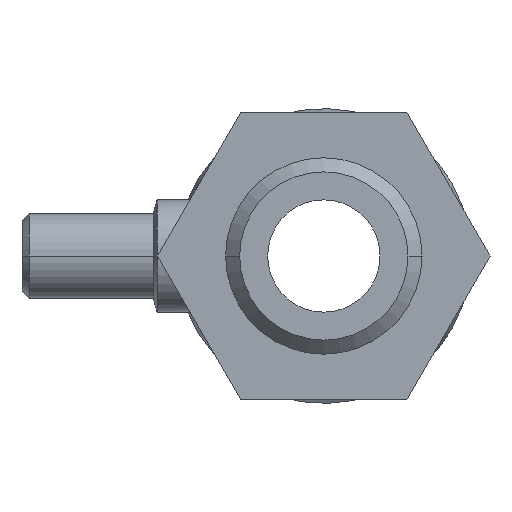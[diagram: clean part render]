
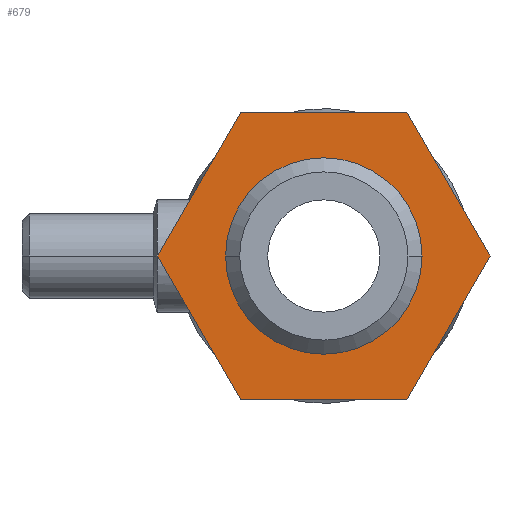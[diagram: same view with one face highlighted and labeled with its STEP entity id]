
A CAD part, left-side view. The second image highlights one B-rep face of the part: STEP entity #679.
In plain terms, the highlighted planar face has unit normal (-1, 0, 0).
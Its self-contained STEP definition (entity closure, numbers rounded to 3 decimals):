
#341 = VERTEX_POINT( '', #987 );
#365 = EDGE_CURVE( '', #575, #573, #1016, .T. );
#379 = EDGE_CURVE( '', #573, #887, #1032, .T. );
#391 = EDGE_CURVE( '', #557, #575, #1044, .T. );
#493 = EDGE_CURVE( '', #843, #557, #1162, .T. );
#537 = VERTEX_POINT( '', #1213 );
#557 = VERTEX_POINT( '', #1236 );
#573 = VERTEX_POINT( '', #1254 );
#575 = VERTEX_POINT( '', #1256 );
#679 = ADVANCED_FACE( '', ( #1371, #1372 ), #1373, .T. );
#711 = EDGE_CURVE( '', #341, #847, #1409, .T. );
#725 = EDGE_CURVE( '', #847, #341, #1424, .T. );
#843 = VERTEX_POINT( '', #1554 );
#847 = VERTEX_POINT( '', #1558 );
#887 = VERTEX_POINT( '', #1604 );
#939 = EDGE_CURVE( '', #887, #537, #1662, .T. );
#941 = EDGE_CURVE( '', #537, #843, #1664, .T. );
#987 = CARTESIAN_POINT( '', ( -72.5, -13.99, 0. ) );
#1016 = LINE( '', #1746, #1747 );
#1032 = LINE( '', #1824, #1825 );
#1044 = LINE( '', #1841, #1842 );
#1162 = LINE( '', #2098, #2099 );
#1213 = CARTESIAN_POINT( '', ( -72.5, -11.836, -20.5 ) );
#1236 = CARTESIAN_POINT( '', ( -72.5, -11.836, 20.5 ) );
#1254 = CARTESIAN_POINT( '', ( -72.5, 23.671, 0. ) );
#1256 = CARTESIAN_POINT( '', ( -72.5, 11.836, 20.5 ) );
#1371 = FACE_OUTER_BOUND( '', #2391, .T. );
#1372 = FACE_BOUND( '', #2392, .T. );
#1373 = PLANE( '', #2393 );
#1409 = CIRCLE( '', #2457, 13.99 );
#1424 = CIRCLE( '', #2475, 13.99 );
#1554 = CARTESIAN_POINT( '', ( -72.5, -23.671, 0. ) );
#1558 = CARTESIAN_POINT( '', ( -72.5, 13.99, 0. ) );
#1604 = CARTESIAN_POINT( '', ( -72.5, 11.836, -20.5 ) );
#1662 = LINE( '', #3005, #3006 );
#1664 = LINE( '', #3009, #3010 );
#1746 = CARTESIAN_POINT( '', ( -72.5, 23.509, 0.282 ) );
#1747 = VECTOR( '', #3108, 1. );
#1824 = CARTESIAN_POINT( '', ( -72.5, 17.591, -10.532 ) );
#1825 = VECTOR( '', #3126, 1. );
#1841 = CARTESIAN_POINT( '', ( -72.5, 17.103, 20.5 ) );
#1842 = VECTOR( '', #3131, 1. );
#2098 = CARTESIAN_POINT( '', ( -72.5, -11.998, 20.218 ) );
#2099 = VECTOR( '', #3277, 1. );
#2391 = EDGE_LOOP( '', ( #3546, #3547, #3548, #3549, #3550, #3551 ) );
#2392 = EDGE_LOOP( '', ( #3552, #3553 ) );
#2393 = AXIS2_PLACEMENT_3D( '', #3554, #3555, #3556 );
#2457 = AXIS2_PLACEMENT_3D( '', #3608, #3609, #3610 );
#2475 = AXIS2_PLACEMENT_3D( '', #3620, #3621, #3622 );
#3005 = CARTESIAN_POINT( '', ( -72.5, 5.267, -20.5 ) );
#3006 = VECTOR( '', #3893, 1. );
#3009 = CARTESIAN_POINT( '', ( -72.5, -17.916, -9.968 ) );
#3010 = VECTOR( '', #3894, 1. );
#3108 = DIRECTION( '', ( 0., 0.5, -0.866 ) );
#3126 = DIRECTION( '', ( 0., -0.5, -0.866 ) );
#3131 = DIRECTION( '', ( 0., 1., 0. ) );
#3277 = DIRECTION( '', ( 0., 0.5, 0.866 ) );
#3546 = ORIENTED_EDGE( '', *, *, #391, .T. );
#3547 = ORIENTED_EDGE( '', *, *, #365, .T. );
#3548 = ORIENTED_EDGE( '', *, *, #379, .T. );
#3549 = ORIENTED_EDGE( '', *, *, #939, .T. );
#3550 = ORIENTED_EDGE( '', *, *, #941, .T. );
#3551 = ORIENTED_EDGE( '', *, *, #493, .T. );
#3552 = ORIENTED_EDGE( '', *, *, #725, .F. );
#3553 = ORIENTED_EDGE( '', *, *, #711, .F. );
#3554 = CARTESIAN_POINT( '', ( -72.5, 22.37, 0. ) );
#3555 = DIRECTION( '', ( -1., 0., 0. ) );
#3556 = DIRECTION( '', ( 0., 1., 0. ) );
#3608 = CARTESIAN_POINT( '', ( -72.5, 0., 0. ) );
#3609 = DIRECTION( '', ( -1., 0., 0. ) );
#3610 = DIRECTION( '', ( 0., 1., 0. ) );
#3620 = CARTESIAN_POINT( '', ( -72.5, 0., 0. ) );
#3621 = DIRECTION( '', ( -1., 0., 0. ) );
#3622 = DIRECTION( '', ( 0., 1., 0. ) );
#3893 = DIRECTION( '', ( 0., -1., 0. ) );
#3894 = DIRECTION( '', ( 0., -0.5, 0.866 ) );
